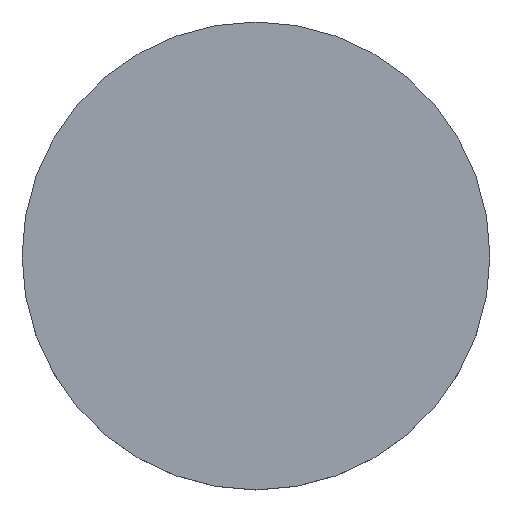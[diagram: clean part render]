
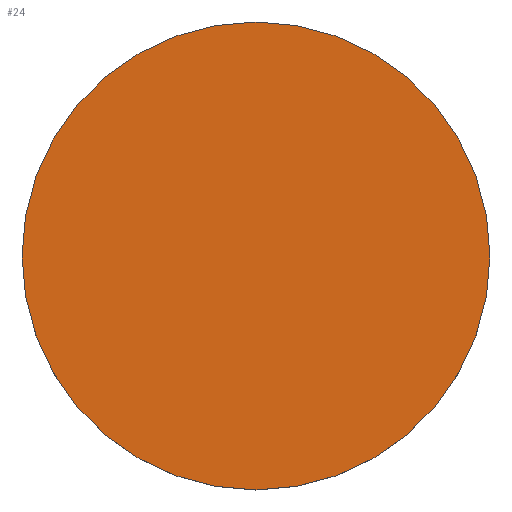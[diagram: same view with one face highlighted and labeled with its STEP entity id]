
A CAD part, top view. The second image highlights one B-rep face of the part: STEP entity #24.
In plain terms, the highlighted planar face has unit normal (0, 0, 1).
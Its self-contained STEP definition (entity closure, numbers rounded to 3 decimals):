
#2 = EDGE_CURVE ( 'NONE', #137, #125, #31, .T. ) ;
#7 = FACE_OUTER_BOUND ( 'NONE', #38, .T. ) ;
#24 = ADVANCED_FACE ( 'NONE', ( #7 ), #129, .T. ) ;
#25 = CARTESIAN_POINT ( 'NONE',  ( 0., 0., 0.3 ) ) ;
#26 = ORIENTED_EDGE ( 'NONE', *, *, #2, .T. ) ;
#31 = CIRCLE ( 'NONE', #123, 1.75 ) ;
#35 = CARTESIAN_POINT ( 'NONE',  ( 0., 0., 0.3 ) ) ;
#38 = EDGE_LOOP ( 'NONE', ( #59, #26 ) ) ;
#40 = DIRECTION ( 'NONE',  ( 0., 0., 1. ) ) ;
#45 = AXIS2_PLACEMENT_3D ( 'NONE', #35, #62, #87 ) ;
#47 = DIRECTION ( 'NONE',  ( 1., 0., 0. ) ) ;
#59 = ORIENTED_EDGE ( 'NONE', *, *, #67, .T. ) ;
#62 = DIRECTION ( 'NONE',  ( 0., 0., 1. ) ) ;
#67 = EDGE_CURVE ( 'NONE', #125, #137, #106, .T. ) ;
#70 = DIRECTION ( 'NONE',  ( 1., 0., 0. ) ) ;
#87 = DIRECTION ( 'NONE',  ( 1., 0., 0. ) ) ;
#88 = AXIS2_PLACEMENT_3D ( 'NONE', #118, #114, #70 ) ;
#106 = CIRCLE ( 'NONE', #45, 1.75 ) ;
#114 = DIRECTION ( 'NONE',  ( 0., 0., 1. ) ) ;
#118 = CARTESIAN_POINT ( 'NONE',  ( 0., 0., 0.3 ) ) ;
#119 = CARTESIAN_POINT ( 'NONE',  ( 1.75, 0., 0.3 ) ) ;
#123 = AXIS2_PLACEMENT_3D ( 'NONE', #25, #40, #47 ) ;
#125 = VERTEX_POINT ( 'NONE', #140 ) ;
#129 = PLANE ( 'NONE',  #88 ) ;
#137 = VERTEX_POINT ( 'NONE', #119 ) ;
#140 = CARTESIAN_POINT ( 'NONE',  ( -1.75, 0., 0.3 ) ) ;
